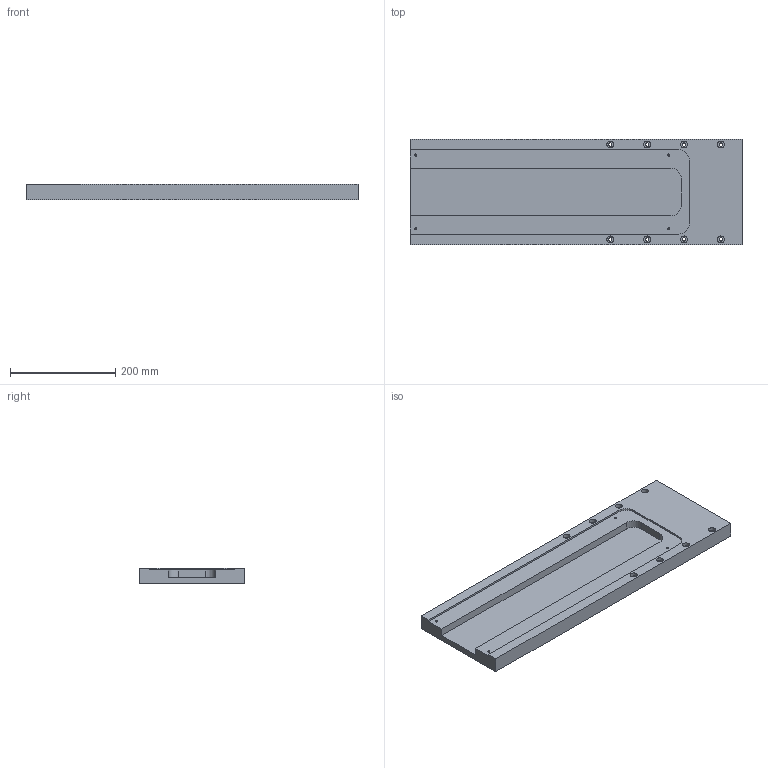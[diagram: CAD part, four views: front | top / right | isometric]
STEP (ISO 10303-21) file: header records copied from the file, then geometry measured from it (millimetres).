
FILE_DESCRIPTION(/* description */ (''),/* implementation_level */ '2;1');
FILE_NAME(/* name */ 'Plaque de base axe Z v4.step',/* time_stamp */ '2023-07-20T16:01:39+02:00',/* author */ (''),/* organization */ (''),/* preprocessor_version */ 'ST-DEVELOPER v19.2',/* originating_system */ 'Autodesk Translation Framework v12.6.0.85',/* authorisation */ '');
FILE_SCHEMA (('AUTOMOTIVE_DESIGN { 1 0 10303 214 3 1 1 }'));
Length unit declared in the file: millimetre
Products named in the file (1): Plaque de base axe Z
Bounding box: 630 x 200 x 30 mm (x, y, z)
Volume: 2774216.6 mm3; surface area: 328865.8 mm2
Topology: 1 solids, 1 shells, 58 faces, 136 edges, 88 vertices
Faces by surface type: cylinder 28, plane 22, cone 8
Full cylindrical faces by diameter (mm): 4.234 x4, 5.035 x4, 6.6 x8, 13 x8
Entity records: 1697 total; most frequent: DIRECTION 302, CARTESIAN_POINT 275, ORIENTED_EDGE 256, EDGE_CURVE 128, AXIS2_PLACEMENT_3D 115, EDGE_LOOP 90, VERTEX_POINT 88, LINE 72
